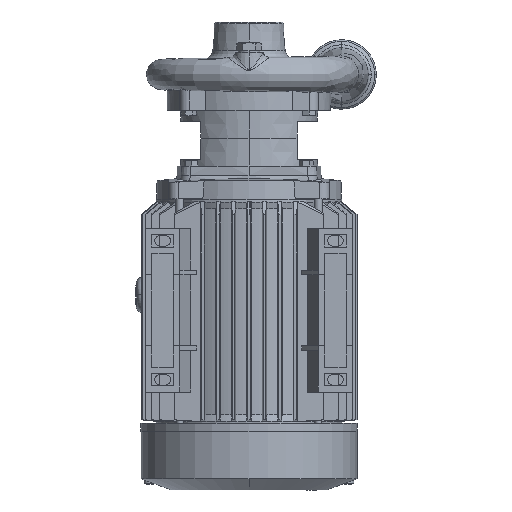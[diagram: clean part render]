
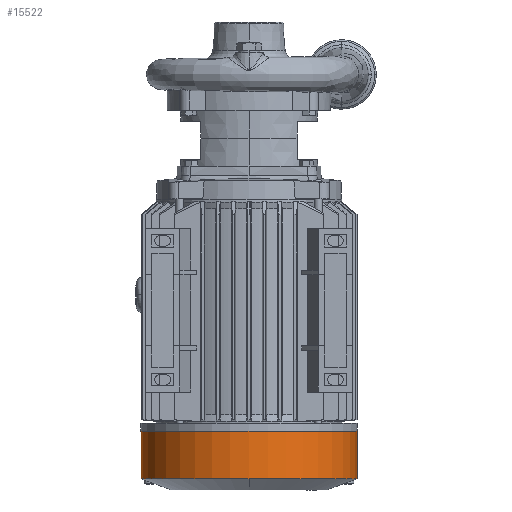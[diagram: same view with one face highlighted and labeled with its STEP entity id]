
A CAD part, front view. The second image highlights one B-rep face of the part: STEP entity #15522.
In plain terms, the highlighted cylindrical face has radius 70 mm (diameter 140 mm), a partial arc.
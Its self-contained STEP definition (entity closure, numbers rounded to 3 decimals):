
#212 = CARTESIAN_POINT ( 'NONE',  ( 0., -70., -199.347 ) ) ;
#1643 = ORIENTED_EDGE ( 'NONE', *, *, #59965, .T. ) ;
#2778 = CARTESIAN_POINT ( 'NONE',  ( 0., 0., -199.347 ) ) ;
#3149 = CARTESIAN_POINT ( 'NONE',  ( 0., 0., -168.65 ) ) ;
#3167 = ORIENTED_EDGE ( 'NONE', *, *, #41958, .T. ) ;
#4349 = LINE ( 'NONE', #63102, #42502 ) ;
#4450 = CARTESIAN_POINT ( 'NONE',  ( 0., 0., -199.347 ) ) ;
#4671 = ORIENTED_EDGE ( 'NONE', *, *, #59814, .F. ) ;
#5430 = AXIS2_PLACEMENT_3D ( 'NONE', #45892, #36221, #55931 ) ;
#6242 = CARTESIAN_POINT ( 'NONE',  ( -70., 0., -168.65 ) ) ;
#6467 = AXIS2_PLACEMENT_3D ( 'NONE', #3149, #52216, #57381 ) ;
#10266 = VERTEX_POINT ( 'NONE', #60714 ) ;
#11712 = DIRECTION ( 'NONE',  ( 0., 0., -1. ) ) ;
#12217 = CIRCLE ( 'NONE', #60656, 70. ) ;
#14350 = DIRECTION ( 'NONE',  ( 0., 0., -1. ) ) ;
#15522 = ADVANCED_FACE ( 'NONE', ( #37996 ), #43148, .T. ) ;
#19537 = EDGE_CURVE ( 'NONE', #10266, #36987, #44561, .T. ) ;
#23781 = VERTEX_POINT ( 'NONE', #40832 ) ;
#24115 = DIRECTION ( 'NONE',  ( 0., 0., 1. ) ) ;
#25439 = AXIS2_PLACEMENT_3D ( 'NONE', #4450, #24115, #43802 ) ;
#30421 = CARTESIAN_POINT ( 'NONE',  ( -70., 0., -168.65 ) ) ;
#30953 = EDGE_LOOP ( 'NONE', ( #4671, #38458, #1643, #3167, #33868 ) ) ;
#33868 = ORIENTED_EDGE ( 'NONE', *, *, #57808, .T. ) ;
#36221 = DIRECTION ( 'NONE',  ( 0., 0., -1. ) ) ;
#36987 = VERTEX_POINT ( 'NONE', #30421 ) ;
#37935 = DIRECTION ( 'NONE',  ( -1., 0., 0. ) ) ;
#37996 = FACE_OUTER_BOUND ( 'NONE', #30953, .T. ) ;
#38458 = ORIENTED_EDGE ( 'NONE', *, *, #19537, .T. ) ;
#40832 = CARTESIAN_POINT ( 'NONE',  ( -70., 0., -199.347 ) ) ;
#41958 = EDGE_CURVE ( 'NONE', #23781, #61858, #53286, .T. ) ;
#42502 = VECTOR ( 'NONE', #14350, 1000. ) ;
#42777 = CARTESIAN_POINT ( 'NONE',  ( 70., 0., -199.347 ) ) ;
#43148 = CYLINDRICAL_SURFACE ( 'NONE', #6467, 70. ) ;
#43802 = DIRECTION ( 'NONE',  ( -1., 0., 0. ) ) ;
#44561 = CIRCLE ( 'NONE', #5430, 70. ) ;
#44581 = VECTOR ( 'NONE', #11712, 1000. ) ;
#44967 = LINE ( 'NONE', #6242, #44581 ) ;
#45892 = CARTESIAN_POINT ( 'NONE',  ( 0., 0., -168.65 ) ) ;
#52216 = DIRECTION ( 'NONE',  ( 0., 0., -1. ) ) ;
#52477 = DIRECTION ( 'NONE',  ( 0., 0., 1. ) ) ;
#53286 = CIRCLE ( 'NONE', #25439, 70. ) ;
#55931 = DIRECTION ( 'NONE',  ( -1., 0., 0. ) ) ;
#57381 = DIRECTION ( 'NONE',  ( -1., 0., 0. ) ) ;
#57808 = EDGE_CURVE ( 'NONE', #61858, #57918, #12217, .T. ) ;
#57918 = VERTEX_POINT ( 'NONE', #42777 ) ;
#59814 = EDGE_CURVE ( 'NONE', #10266, #57918, #4349, .T. ) ;
#59965 = EDGE_CURVE ( 'NONE', #36987, #23781, #44967, .T. ) ;
#60656 = AXIS2_PLACEMENT_3D ( 'NONE', #2778, #52477, #37935 ) ;
#60714 = CARTESIAN_POINT ( 'NONE',  ( 70., 0., -168.65 ) ) ;
#61858 = VERTEX_POINT ( 'NONE', #212 ) ;
#63102 = CARTESIAN_POINT ( 'NONE',  ( 70., 0., -168.65 ) ) ;
